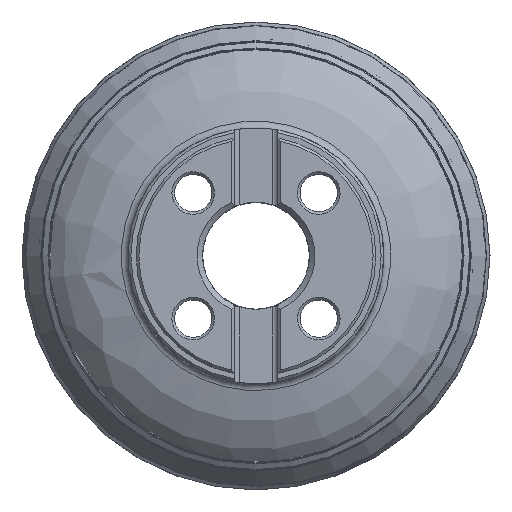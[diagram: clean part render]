
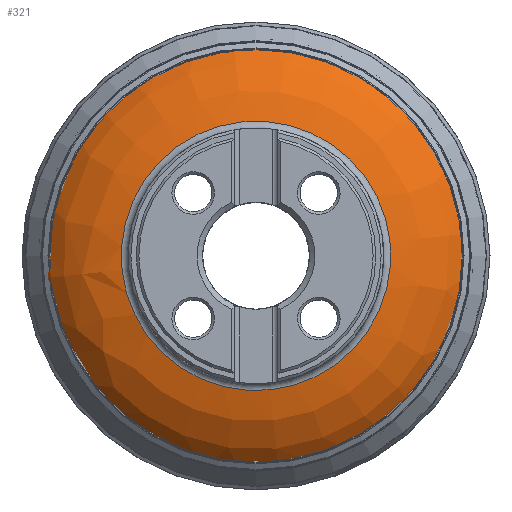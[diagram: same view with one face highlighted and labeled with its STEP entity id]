
A CAD part, top view. The second image highlights one B-rep face of the part: STEP entity #321.
In plain terms, the highlighted free-form (B-spline) face has degree [3, 3] with [4, 7] control points.
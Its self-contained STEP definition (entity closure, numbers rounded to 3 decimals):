
#69=(
BOUNDED_SURFACE()
B_SPLINE_SURFACE(3,3,((#3651,#3652,#3653,#3654,#3655,#3656,#3657),(#3658,
#3659,#3660,#3661,#3662,#3663,#3664),(#3665,#3666,#3667,#3668,#3669,#3670,
#3671),(#3672,#3673,#3674,#3675,#3676,#3677,#3678)),.UNSPECIFIED.,.F.,.T.,
 .F.)
B_SPLINE_SURFACE_WITH_KNOTS((4,4),(1,3,3,3,1),(0.,1.),(-0.5,0.,0.5,1.,1.5),
 .UNSPECIFIED.)
GEOMETRIC_REPRESENTATION_ITEM()
RATIONAL_B_SPLINE_SURFACE(((1.,0.333,0.333,1.,0.333,
0.333,1.),(0.953,0.318,0.318,
0.953,0.318,0.318,0.953),
(0.953,0.318,0.318,0.953,
0.318,0.318,0.953),(1.,0.333,
0.333,1.,0.333,0.333,1.)))
REPRESENTATION_ITEM('')
SURFACE()
);
#321=ADVANCED_FACE('',(#787,#788),#69,.T.);
#787=FACE_BOUND('',#1005,.T.);
#788=FACE_BOUND('',#1006,.T.);
#1005=EDGE_LOOP('',(#1279));
#1006=EDGE_LOOP('',(#1280));
#1279=ORIENTED_EDGE('',*,*,#1847,.F.);
#1280=ORIENTED_EDGE('',*,*,#1848,.T.);
#1663=VERTEX_POINT('',#3647);
#1664=VERTEX_POINT('',#3650);
#1847=EDGE_CURVE('',#1663,#1663,#2067,.T.);
#1848=EDGE_CURVE('',#1664,#1664,#2068,.T.);
#2067=CIRCLE('',#2219,50.6);
#2068=CIRCLE('',#2221,81.388);
#2219=AXIS2_PLACEMENT_3D('',#3646,#2605,#2606);
#2221=AXIS2_PLACEMENT_3D('',#3649,#2609,#2610);
#2605=DIRECTION('',(0.,0.,1.));
#2606=DIRECTION('',(-0.995,-0.105,0.));
#2609=DIRECTION('',(0.,0.,1.));
#2610=DIRECTION('',(-0.995,-0.105,0.));
#3646=CARTESIAN_POINT('',(0.,0.,-22.973));
#3647=CARTESIAN_POINT('',(-50.323,-5.289,-22.973));
#3649=CARTESIAN_POINT('',(0.,0.,-40.306));
#3650=CARTESIAN_POINT('',(-80.942,-8.507,-40.306));
#3651=CARTESIAN_POINT('',(-50.323,-5.289,-22.973));
#3652=CARTESIAN_POINT('',(-39.745,-105.935,-22.973));
#3653=CARTESIAN_POINT('',(60.901,-95.357,-22.973));
#3654=CARTESIAN_POINT('',(50.323,5.289,-22.973));
#3655=CARTESIAN_POINT('',(39.745,105.935,-22.973));
#3656=CARTESIAN_POINT('',(-60.901,95.357,-22.973));
#3657=CARTESIAN_POINT('',(-50.323,-5.289,-22.973));
#3658=CARTESIAN_POINT('',(-62.508,-6.57,-24.621));
#3659=CARTESIAN_POINT('',(-49.368,-131.586,-24.621));
#3660=CARTESIAN_POINT('',(75.648,-118.446,-24.621));
#3661=CARTESIAN_POINT('',(62.508,6.57,-24.621));
#3662=CARTESIAN_POINT('',(49.368,131.586,-24.621));
#3663=CARTESIAN_POINT('',(-75.648,118.446,-24.621));
#3664=CARTESIAN_POINT('',(-62.508,-6.57,-24.621));
#3665=CARTESIAN_POINT('',(-73.221,-7.696,-30.685));
#3666=CARTESIAN_POINT('',(-57.83,-154.139,-30.685));
#3667=CARTESIAN_POINT('',(88.613,-138.747,-30.685));
#3668=CARTESIAN_POINT('',(73.221,7.696,-30.685));
#3669=CARTESIAN_POINT('',(57.83,154.139,-30.685));
#3670=CARTESIAN_POINT('',(-88.613,138.747,-30.685));
#3671=CARTESIAN_POINT('',(-73.221,-7.696,-30.685));
#3672=CARTESIAN_POINT('',(-80.942,-8.507,-40.306));
#3673=CARTESIAN_POINT('',(-63.927,-170.391,-40.306));
#3674=CARTESIAN_POINT('',(97.957,-153.376,-40.306));
#3675=CARTESIAN_POINT('',(80.942,8.507,-40.306));
#3676=CARTESIAN_POINT('',(63.927,170.391,-40.306));
#3677=CARTESIAN_POINT('',(-97.957,153.376,-40.306));
#3678=CARTESIAN_POINT('',(-80.942,-8.507,-40.306));
